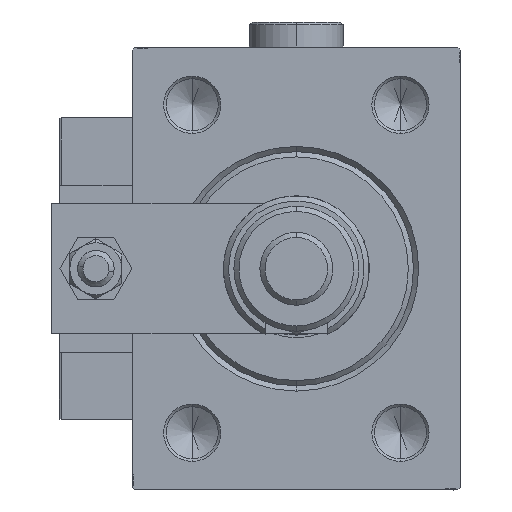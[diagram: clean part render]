
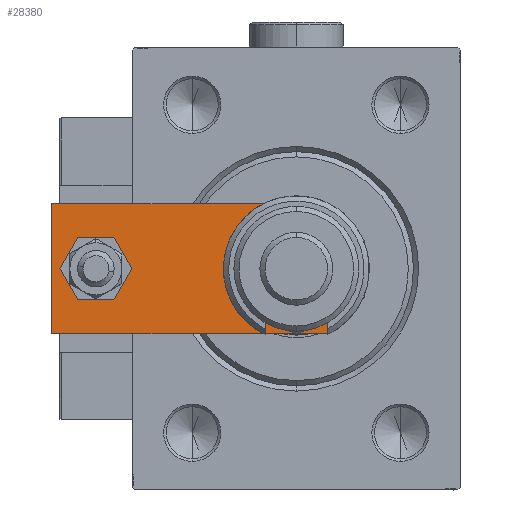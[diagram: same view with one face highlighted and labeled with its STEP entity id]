
A CAD part, left-side view. The second image highlights one B-rep face of the part: STEP entity #28380.
In plain terms, the highlighted face is planar.
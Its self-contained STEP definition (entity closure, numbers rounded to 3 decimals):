
#1264 = EDGE_CURVE ( 'NONE', #31770, #38970, #38820, .T. ) ;
#3218 = DIRECTION ( 'NONE',  ( 1., 0., 0. ) ) ;
#3462 = CARTESIAN_POINT ( 'NONE',  ( -2.75, -2.75, 6. ) ) ;
#4060 = VERTEX_POINT ( 'NONE', #49093 ) ;
#4276 = DIRECTION ( 'NONE',  ( 1., 0., 0. ) ) ;
#4561 = ORIENTED_EDGE ( 'NONE', *, *, #26370, .T. ) ;
#5023 = CARTESIAN_POINT ( 'NONE',  ( 0., 51.5, 6. ) ) ;
#5522 = EDGE_LOOP ( 'NONE', ( #8207, #37309, #23327, #4561, #28364, #28040 ) ) ;
#5596 = CARTESIAN_POINT ( 'NONE',  ( -4., 51.5, 6. ) ) ;
#6246 = VECTOR ( 'NONE', #47145, 1000. ) ;
#7687 = EDGE_CURVE ( 'NONE', #26405, #4060, #19634, .T. ) ;
#7859 = LINE ( 'NONE', #45935, #45181 ) ;
#8207 = ORIENTED_EDGE ( 'NONE', *, *, #15260, .T. ) ;
#8227 = DIRECTION ( 'NONE',  ( 0., 0., 1. ) ) ;
#9470 = VERTEX_POINT ( 'NONE', #22370 ) ;
#9824 = FACE_BOUND ( 'NONE', #28740, .T. ) ;
#10684 = CIRCLE ( 'NONE', #50091, 8.25 ) ;
#11294 = DIRECTION ( 'NONE',  ( 1., 0., 0. ) ) ;
#11386 = VECTOR ( 'NONE', #27762, 1000. ) ;
#11488 = VERTEX_POINT ( 'NONE', #40614 ) ;
#14892 = CARTESIAN_POINT ( 'NONE',  ( 12.5, 0., 6. ) ) ;
#15260 = EDGE_CURVE ( 'NONE', #33332, #9470, #54050, .T. ) ;
#15293 = CARTESIAN_POINT ( 'NONE',  ( 8.25, 13., 6. ) ) ;
#15700 = CARTESIAN_POINT ( 'NONE',  ( -12.5, 60., 6. ) ) ;
#17117 = FACE_BOUND ( 'NONE', #40099, .T. ) ;
#17532 = VECTOR ( 'NONE', #36079, 1000. ) ;
#17840 = VECTOR ( 'NONE', #50131, 1000. ) ;
#19634 = LINE ( 'NONE', #14892, #11386 ) ;
#20264 = CARTESIAN_POINT ( 'NONE',  ( 0., 51.5, 6. ) ) ;
#21643 = ORIENTED_EDGE ( 'NONE', *, *, #45031, .F. ) ;
#22370 = CARTESIAN_POINT ( 'NONE',  ( -12.5, 7., 6. ) ) ;
#22741 = AXIS2_PLACEMENT_3D ( 'NONE', #20264, #46016, #11294 ) ;
#23213 = CARTESIAN_POINT ( 'NONE',  ( 2.75, -2.75, 6. ) ) ;
#23327 = ORIENTED_EDGE ( 'NONE', *, *, #27814, .T. ) ;
#24214 = CARTESIAN_POINT ( 'NONE',  ( 0., 13., 6. ) ) ;
#24328 = CIRCLE ( 'NONE', #31464, 8.25 ) ;
#25272 = ORIENTED_EDGE ( 'NONE', *, *, #1264, .F. ) ;
#25852 = CARTESIAN_POINT ( 'NONE',  ( 0., 13., 6. ) ) ;
#26370 = EDGE_CURVE ( 'NONE', #50066, #26405, #43933, .T. ) ;
#26405 = VERTEX_POINT ( 'NONE', #48949 ) ;
#26906 = FACE_OUTER_BOUND ( 'NONE', #5522, .T. ) ;
#27671 = VERTEX_POINT ( 'NONE', #15293 ) ;
#27762 = DIRECTION ( 'NONE',  ( 0., 1., 0. ) ) ;
#27814 = EDGE_CURVE ( 'NONE', #11488, #50066, #32614, .T. ) ;
#28040 = ORIENTED_EDGE ( 'NONE', *, *, #28055, .T. ) ;
#28055 = EDGE_CURVE ( 'NONE', #4060, #33332, #7859, .T. ) ;
#28364 = ORIENTED_EDGE ( 'NONE', *, *, #7687, .T. ) ;
#28380 = ADVANCED_FACE ( 'NONE', ( #9824, #26906, #17117 ), #38386, .T. ) ;
#28387 = CARTESIAN_POINT ( 'NONE',  ( -8.25, 13., 6. ) ) ;
#28740 = EDGE_LOOP ( 'NONE', ( #25272, #21643 ) ) ;
#31464 = AXIS2_PLACEMENT_3D ( 'NONE', #24214, #53605, #45766 ) ;
#31670 = ORIENTED_EDGE ( 'NONE', *, *, #45520, .F. ) ;
#31770 = VERTEX_POINT ( 'NONE', #5596 ) ;
#32614 = LINE ( 'NONE', #36850, #33677 ) ;
#33332 = VERTEX_POINT ( 'NONE', #35854 ) ;
#33677 = VECTOR ( 'NONE', #3218, 1000. ) ;
#34457 = CARTESIAN_POINT ( 'NONE',  ( 0., 0., 6. ) ) ;
#34992 = DIRECTION ( 'NONE',  ( 1., 0., 0. ) ) ;
#35854 = CARTESIAN_POINT ( 'NONE',  ( -12.5, 60., 6. ) ) ;
#36079 = DIRECTION ( 'NONE',  ( 0.707, 0.707, 0. ) ) ;
#36831 = CIRCLE ( 'NONE', #47548, 4. ) ;
#36850 = CARTESIAN_POINT ( 'NONE',  ( -12.5, 0., 6. ) ) ;
#37309 = ORIENTED_EDGE ( 'NONE', *, *, #38471, .T. ) ;
#37694 = VERTEX_POINT ( 'NONE', #28387 ) ;
#37747 = EDGE_CURVE ( 'NONE', #27671, #37694, #10684, .T. ) ;
#38355 = DIRECTION ( 'NONE',  ( -1., 0., 0. ) ) ;
#38386 = PLANE ( 'NONE',  #46101 ) ;
#38471 = EDGE_CURVE ( 'NONE', #9470, #11488, #51342, .T. ) ;
#38545 = CARTESIAN_POINT ( 'NONE',  ( 5.5, 0., 6. ) ) ;
#38820 = CIRCLE ( 'NONE', #22741, 4. ) ;
#38942 = DIRECTION ( 'NONE',  ( 0., 0., 1. ) ) ;
#38970 = VERTEX_POINT ( 'NONE', #47628 ) ;
#40099 = EDGE_LOOP ( 'NONE', ( #31670, #49786 ) ) ;
#40614 = CARTESIAN_POINT ( 'NONE',  ( -5.5, 0., 6. ) ) ;
#43933 = LINE ( 'NONE', #23213, #17532 ) ;
#43956 = DIRECTION ( 'NONE',  ( 0., 0., 1. ) ) ;
#45031 = EDGE_CURVE ( 'NONE', #38970, #31770, #36831, .T. ) ;
#45181 = VECTOR ( 'NONE', #38355, 1000. ) ;
#45520 = EDGE_CURVE ( 'NONE', #37694, #27671, #24328, .T. ) ;
#45766 = DIRECTION ( 'NONE',  ( 1., 0., 0. ) ) ;
#45935 = CARTESIAN_POINT ( 'NONE',  ( 12.5, 60., 6. ) ) ;
#46016 = DIRECTION ( 'NONE',  ( 0., 0., 1. ) ) ;
#46101 = AXIS2_PLACEMENT_3D ( 'NONE', #34457, #38942, #51831 ) ;
#47145 = DIRECTION ( 'NONE',  ( 0.707, -0.707, 0. ) ) ;
#47548 = AXIS2_PLACEMENT_3D ( 'NONE', #5023, #43956, #34992 ) ;
#47628 = CARTESIAN_POINT ( 'NONE',  ( 4., 51.5, 6. ) ) ;
#48949 = CARTESIAN_POINT ( 'NONE',  ( 12.5, 7., 6. ) ) ;
#49093 = CARTESIAN_POINT ( 'NONE',  ( 12.5, 60., 6. ) ) ;
#49786 = ORIENTED_EDGE ( 'NONE', *, *, #37747, .F. ) ;
#50066 = VERTEX_POINT ( 'NONE', #38545 ) ;
#50091 = AXIS2_PLACEMENT_3D ( 'NONE', #25852, #8227, #4276 ) ;
#50131 = DIRECTION ( 'NONE',  ( 0., -1., 0. ) ) ;
#51342 = LINE ( 'NONE', #3462, #6246 ) ;
#51831 = DIRECTION ( 'NONE',  ( 1., 0., 0. ) ) ;
#53605 = DIRECTION ( 'NONE',  ( 0., 0., 1. ) ) ;
#54050 = LINE ( 'NONE', #15700, #17840 ) ;
